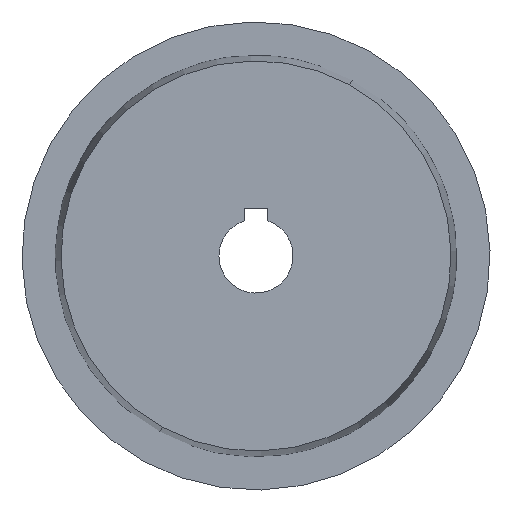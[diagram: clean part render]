
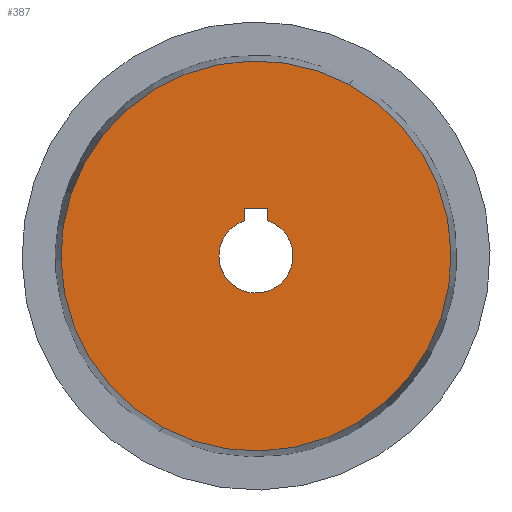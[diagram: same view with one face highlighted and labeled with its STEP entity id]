
A CAD part, front view. The second image highlights one B-rep face of the part: STEP entity #387.
In plain terms, the highlighted planar face has unit normal (0, -1, 0).
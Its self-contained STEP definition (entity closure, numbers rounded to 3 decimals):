
#70=CARTESIAN_POINT('Vertex',(-9.5,0.,0.)) ;
#73=CARTESIAN_POINT('Axis2P3D Location',(0.,0.,0.)) ;
#77=CARTESIAN_POINT('Vertex',(3.,0.,9.014)) ;
#104=CARTESIAN_POINT('Line Origine',(3.,0.,10.657)) ;
#108=CARTESIAN_POINT('Vertex',(3.,0.,12.3)) ;
#178=CARTESIAN_POINT('Line Origine',(0.,0.,12.3)) ;
#182=CARTESIAN_POINT('Vertex',(-3.,0.,12.3)) ;
#284=CARTESIAN_POINT('Vertex',(23.971,0.,43.879)) ;
#287=CARTESIAN_POINT('Axis2P3D Location',(0.,0.,0.)) ;
#291=CARTESIAN_POINT('Vertex',(-23.971,0.,-43.879)) ;
#318=CARTESIAN_POINT('Axis2P3D Location',(0.,0.,0.)) ;
#335=CARTESIAN_POINT('Line Origine',(-3.,0.,10.657)) ;
#339=CARTESIAN_POINT('Vertex',(-3.,0.,9.014)) ;
#359=CARTESIAN_POINT('Axis2P3D Location',(0.,0.,0.)) ;
#371=CARTESIAN_POINT('Axis2P3D Location',(0.,0.,0.)) ;
#74=DIRECTION('Axis2P3D Direction',(0.,1.,0.)) ;
#105=DIRECTION('Vector Direction',(0.,0.,-1.)) ;
#179=DIRECTION('Vector Direction',(-1.,0.,0.)) ;
#288=DIRECTION('Axis2P3D Direction',(0.,1.,0.)) ;
#319=DIRECTION('Axis2P3D Direction',(0.,1.,0.)) ;
#336=DIRECTION('Vector Direction',(0.,0.,1.)) ;
#360=DIRECTION('Axis2P3D Direction',(0.,1.,0.)) ;
#372=DIRECTION('Axis2P3D Direction',(0.,1.,0.)) ;
#373=DIRECTION('Axis2P3D XDirection',(1.,-0.,0.)) ;
#75=AXIS2_PLACEMENT_3D('Circle Axis2P3D',#73,#74,$) ;
#289=AXIS2_PLACEMENT_3D('Circle Axis2P3D',#287,#288,$) ;
#320=AXIS2_PLACEMENT_3D('Circle Axis2P3D',#318,#319,$) ;
#361=AXIS2_PLACEMENT_3D('Circle Axis2P3D',#359,#360,$) ;
#374=AXIS2_PLACEMENT_3D('Plane Axis2P3D',#371,#372,#373) ;
#377=ORIENTED_EDGE('',*,*,#293,.F.) ;
#378=ORIENTED_EDGE('',*,*,#322,.F.) ;
#381=ORIENTED_EDGE('',*,*,#79,.T.) ;
#382=ORIENTED_EDGE('',*,*,#363,.T.) ;
#383=ORIENTED_EDGE('',*,*,#341,.T.) ;
#384=ORIENTED_EDGE('',*,*,#184,.T.) ;
#385=ORIENTED_EDGE('',*,*,#110,.T.) ;
#386=FACE_BOUND('',#380,.T.) ;
#106=VECTOR('Line Direction',#105,1.) ;
#180=VECTOR('Line Direction',#179,1.) ;
#337=VECTOR('Line Direction',#336,1.) ;
#387=ADVANCED_FACE('Corps principal',(#379,#386),#375,.F.) ;
#76=CIRCLE('generated circle',#75,9.5) ;
#290=CIRCLE('generated circle',#289,50.) ;
#321=CIRCLE('generated circle',#320,50.) ;
#362=CIRCLE('generated circle',#361,9.5) ;
#79=EDGE_CURVE('',#78,#71,#76,.T.) ;
#110=EDGE_CURVE('',#109,#78,#107,.T.) ;
#184=EDGE_CURVE('',#183,#109,#181,.F.) ;
#293=EDGE_CURVE('',#285,#292,#290,.T.) ;
#322=EDGE_CURVE('',#292,#285,#321,.T.) ;
#341=EDGE_CURVE('',#340,#183,#338,.T.) ;
#363=EDGE_CURVE('',#71,#340,#362,.T.) ;
#376=EDGE_LOOP('',(#377,#378)) ;
#380=EDGE_LOOP('',(#381,#382,#383,#384,#385)) ;
#379=FACE_OUTER_BOUND('',#376,.T.) ;
#107=LINE('Line',#104,#106) ;
#181=LINE('Line',#178,#180) ;
#338=LINE('Line',#335,#337) ;
#375=PLANE('Plane',#374) ;
#71=VERTEX_POINT('',#70) ;
#78=VERTEX_POINT('',#77) ;
#109=VERTEX_POINT('',#108) ;
#183=VERTEX_POINT('',#182) ;
#285=VERTEX_POINT('',#284) ;
#292=VERTEX_POINT('',#291) ;
#340=VERTEX_POINT('',#339) ;
